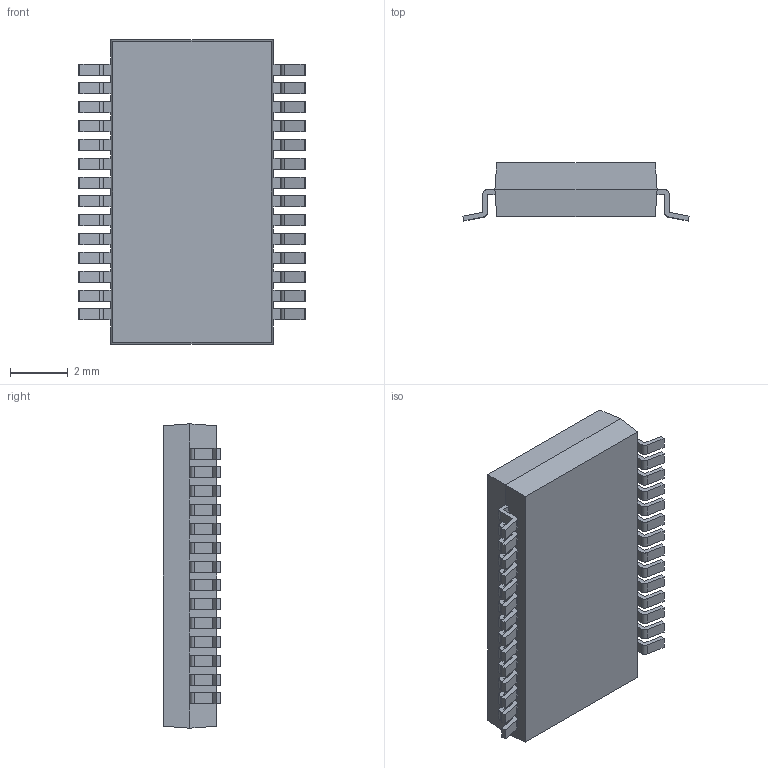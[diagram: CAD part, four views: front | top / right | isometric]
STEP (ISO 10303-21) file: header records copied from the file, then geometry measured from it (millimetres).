
FILE_DESCRIPTION(/* description */ (''),/* implementation_level */ '2;1');
FILE_NAME(/* name */ 'FT232.step',/* time_stamp */ '2020-06-04T20:59:45-05:00',/* author */ (''),/* organization */ (''),/* preprocessor_version */ 'ST-DEVELOPER v18.1',/* originating_system */ 'Autodesk Translation Framework v9.3.0.1241',/* authorisation */ '');
FILE_SCHEMA (('AUTOMOTIVE_DESIGN { 1 0 10303 214 3 1 1 }'));
Length unit declared in the file: millimetre
Products named in the file (1): (Unsaved)
Bounding box: 7.8 x 2 x 10.5 mm (x, y, z)
Volume: 109.8 mm3; surface area: 229.9 mm2
Topology: 8 solids, 8 shells, 599 faces, 1652 edges, 1086 vertices
Faces by surface type: plane 363, bspline 179, cylinder 57
Full cylindrical faces by diameter (mm): 0.8 x1
Entity records: 20176 total; most frequent: CARTESIAN_POINT 5981, ORIENTED_EDGE 3304, DIRECTION 2250, EDGE_CURVE 1652, LINE 1180, VECTOR 1180, VERTEX_POINT 1086, EDGE_LOOP 616
